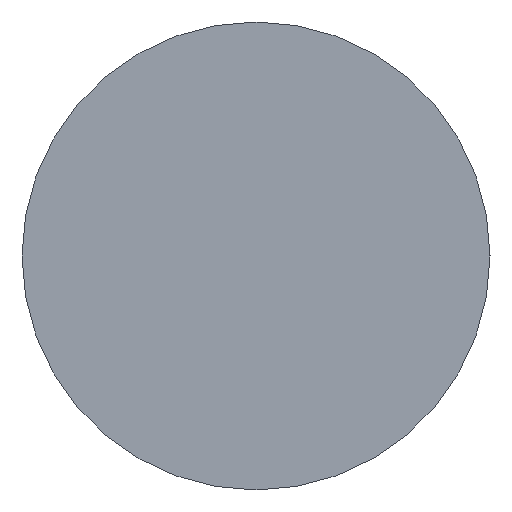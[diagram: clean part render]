
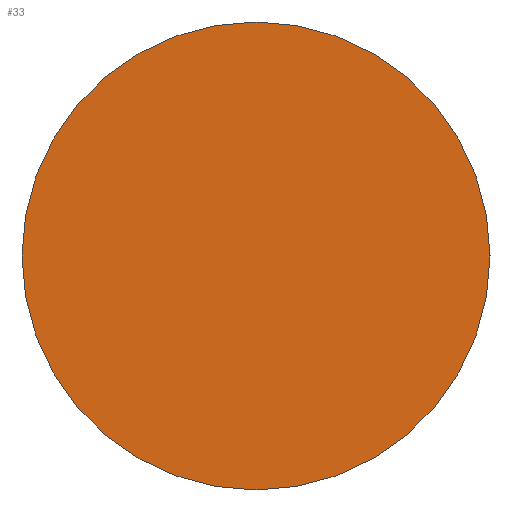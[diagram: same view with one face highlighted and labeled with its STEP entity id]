
A CAD part, left-side view. The second image highlights one B-rep face of the part: STEP entity #33.
In plain terms, the highlighted planar face has unit normal (-1, 0, 0).
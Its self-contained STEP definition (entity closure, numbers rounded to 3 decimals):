
#5 = ORIENTED_EDGE ( 'NONE', *, *, #149, .F. ) ;
#9 = PLANE ( 'NONE',  #68 ) ;
#10 = CIRCLE ( 'NONE', #151, 4. ) ;
#21 = EDGE_LOOP ( 'NONE', ( #5, #139 ) ) ;
#29 = DIRECTION ( 'NONE',  ( 0., 0., -1. ) ) ;
#32 = CARTESIAN_POINT ( 'NONE',  ( 0., 0., 0. ) ) ;
#33 = ADVANCED_FACE ( 'NONE', ( #42 ), #9, .F. ) ;
#40 = VERTEX_POINT ( 'NONE', #96 ) ;
#42 = FACE_OUTER_BOUND ( 'NONE', #21, .T. ) ;
#43 = DIRECTION ( 'NONE',  ( 1., 0., 0. ) ) ;
#64 = CARTESIAN_POINT ( 'NONE',  ( 0., 0., 0. ) ) ;
#68 = AXIS2_PLACEMENT_3D ( 'NONE', #85, #69, #29 ) ;
#69 = DIRECTION ( 'NONE',  ( 1., 0., 0. ) ) ;
#85 = CARTESIAN_POINT ( 'NONE',  ( 0., 0., 0. ) ) ;
#90 = DIRECTION ( 'NONE',  ( 0., 0., -1. ) ) ;
#96 = CARTESIAN_POINT ( 'NONE',  ( 0., 0., 4. ) ) ;
#98 = CARTESIAN_POINT ( 'NONE',  ( 0., 0., -4. ) ) ;
#108 = DIRECTION ( 'NONE',  ( 0., 0., -1. ) ) ;
#131 = EDGE_CURVE ( 'NONE', #147, #40, #145, .T. ) ;
#139 = ORIENTED_EDGE ( 'NONE', *, *, #131, .F. ) ;
#144 = DIRECTION ( 'NONE',  ( 1., 0., 0. ) ) ;
#145 = CIRCLE ( 'NONE', #169, 4. ) ;
#147 = VERTEX_POINT ( 'NONE', #98 ) ;
#149 = EDGE_CURVE ( 'NONE', #40, #147, #10, .T. ) ;
#151 = AXIS2_PLACEMENT_3D ( 'NONE', #64, #144, #108 ) ;
#169 = AXIS2_PLACEMENT_3D ( 'NONE', #32, #43, #90 ) ;
